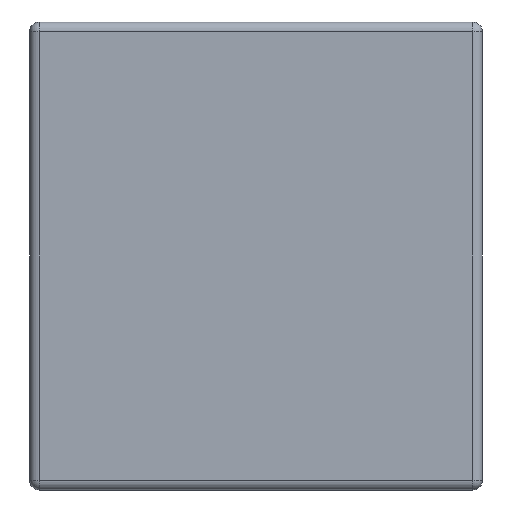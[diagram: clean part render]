
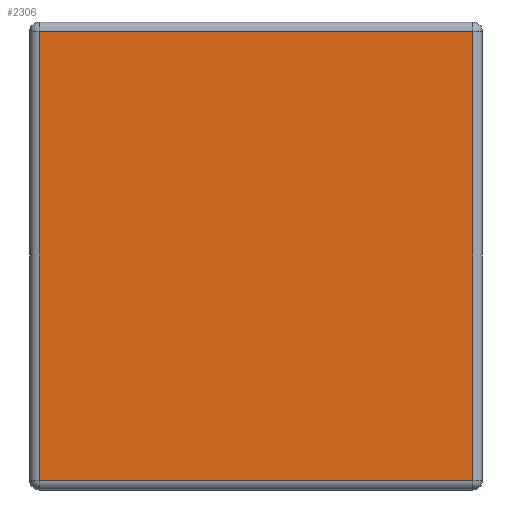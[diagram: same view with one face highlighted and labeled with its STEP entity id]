
A CAD part, left-side view. The second image highlights one B-rep face of the part: STEP entity #2306.
In plain terms, the highlighted planar face has unit normal (-1, 0, 0).
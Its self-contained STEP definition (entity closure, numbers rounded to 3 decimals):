
#163 = AXIS2_PLACEMENT_3D ( 'NONE', #1161, #2596, #497 ) ;
#244 = LINE ( 'NONE', #4157, #809 ) ;
#313 = VECTOR ( 'NONE', #3384, 1000. ) ;
#497 = DIRECTION ( 'NONE',  ( 0., 0., 1. ) ) ;
#616 = LINE ( 'NONE', #3081, #1598 ) ;
#674 = VERTEX_POINT ( 'NONE', #4323 ) ;
#809 = VECTOR ( 'NONE', #4545, 1000. ) ;
#1051 = VERTEX_POINT ( 'NONE', #2128 ) ;
#1115 = ORIENTED_EDGE ( 'NONE', *, *, #3271, .T. ) ;
#1161 = CARTESIAN_POINT ( 'NONE',  ( 0., 0., 0. ) ) ;
#1250 = ORIENTED_EDGE ( 'NONE', *, *, #3122, .T. ) ;
#1278 = LINE ( 'NONE', #2702, #313 ) ;
#1544 = CARTESIAN_POINT ( 'NONE',  ( 0., 1.468, -1.55 ) ) ;
#1566 = ORIENTED_EDGE ( 'NONE', *, *, #4455, .T. ) ;
#1598 = VECTOR ( 'NONE', #2456, 1000. ) ;
#1629 = VERTEX_POINT ( 'NONE', #3545 ) ;
#2128 = CARTESIAN_POINT ( 'NONE',  ( 0., 1.468, -1.518 ) ) ;
#2306 = ADVANCED_FACE ( 'NONE', ( #3999 ), #4072, .T. ) ;
#2456 = DIRECTION ( 'NONE',  ( 0., 1., 0. ) ) ;
#2588 = EDGE_CURVE ( 'NONE', #1051, #4322, #1278, .T. ) ;
#2596 = DIRECTION ( 'NONE',  ( -1., 0., 0. ) ) ;
#2617 = DIRECTION ( 'NONE',  ( 0., 0., -1. ) ) ;
#2666 = VECTOR ( 'NONE', #2617, 1000. ) ;
#2702 = CARTESIAN_POINT ( 'NONE',  ( 0., 0., -1.518 ) ) ;
#3081 = CARTESIAN_POINT ( 'NONE',  ( 0., 1.5, -0.032 ) ) ;
#3122 = EDGE_CURVE ( 'NONE', #674, #1051, #3393, .T. ) ;
#3271 = EDGE_CURVE ( 'NONE', #1629, #674, #616, .T. ) ;
#3297 = ORIENTED_EDGE ( 'NONE', *, *, #2588, .T. ) ;
#3342 = CARTESIAN_POINT ( 'NONE',  ( 0., 0.032, -1.518 ) ) ;
#3384 = DIRECTION ( 'NONE',  ( 0., -1., 0. ) ) ;
#3393 = LINE ( 'NONE', #1544, #2666 ) ;
#3545 = CARTESIAN_POINT ( 'NONE',  ( 0., 0.032, -0.032 ) ) ;
#3747 = EDGE_LOOP ( 'NONE', ( #3297, #1566, #1115, #1250 ) ) ;
#3999 = FACE_OUTER_BOUND ( 'NONE', #3747, .T. ) ;
#4072 = PLANE ( 'NONE',  #163 ) ;
#4157 = CARTESIAN_POINT ( 'NONE',  ( 0., 0.032, 0. ) ) ;
#4322 = VERTEX_POINT ( 'NONE', #3342 ) ;
#4323 = CARTESIAN_POINT ( 'NONE',  ( 0., 1.468, -0.032 ) ) ;
#4455 = EDGE_CURVE ( 'NONE', #4322, #1629, #244, .T. ) ;
#4545 = DIRECTION ( 'NONE',  ( 0., 0., 1. ) ) ;
